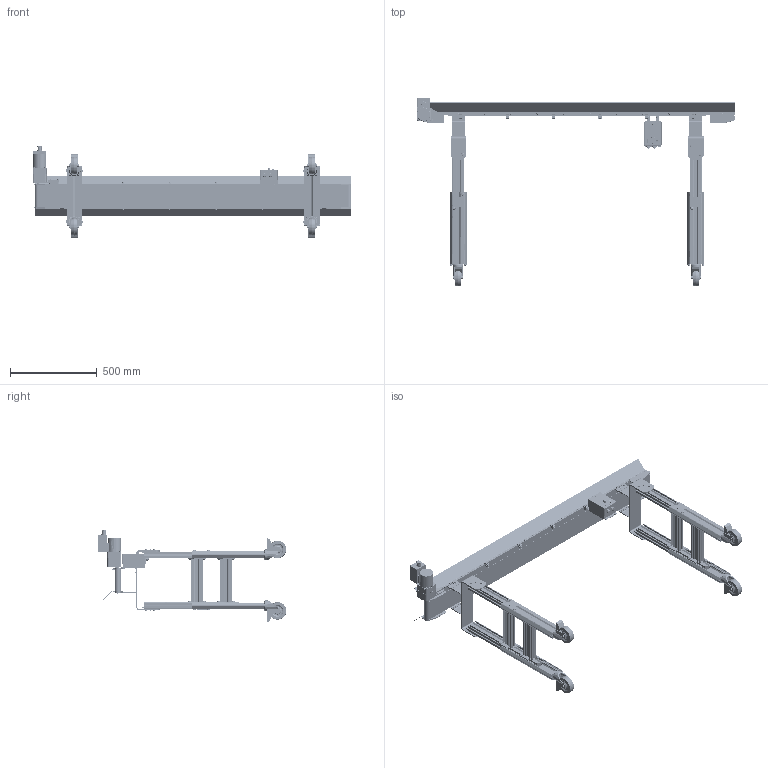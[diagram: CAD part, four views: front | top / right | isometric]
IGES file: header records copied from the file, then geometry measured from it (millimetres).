
Start section: SolidWorks IGES file using analytic representation for surfaces
Global section: file name: Infeed Conveyor - 3D Model (IGES VER 1.0).IGS; native system: SolidWorks 2019; preprocessor: SolidWorks 2019; author: Emily.Dawson; date: 200115.161527; units: inch
Bounding box: 1841.43 x 1089.57 x 533.02 mm (x, y, z)
Surface area: 4665181 mm2 (no closed solid volume)
Topology: 0 solids, 0 shells, 6161 faces, 75374 edges, 75277 vertices
Faces by surface type: bspline 3318, revolution 2843
